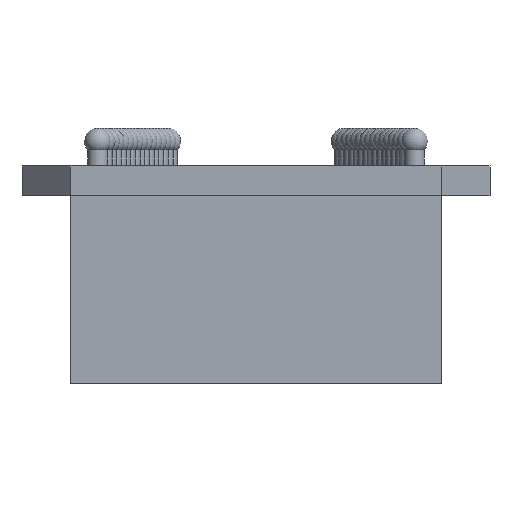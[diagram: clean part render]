
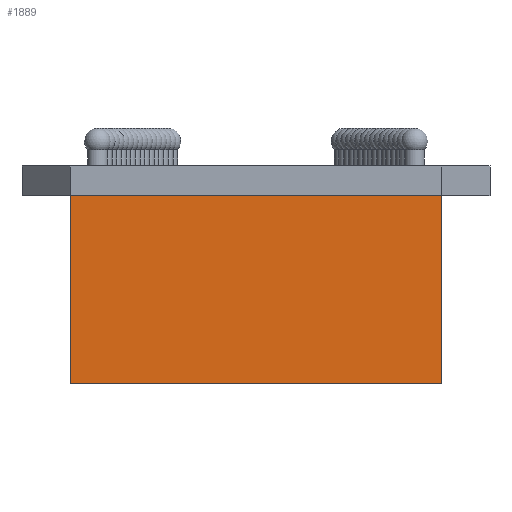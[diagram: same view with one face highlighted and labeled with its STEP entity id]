
A CAD part, left-side view. The second image highlights one B-rep face of the part: STEP entity #1889.
In plain terms, the highlighted planar face has unit normal (-1, 0, 0).
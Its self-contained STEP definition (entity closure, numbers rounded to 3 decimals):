
#303=FACE_OUTER_BOUND('',#441,.T.);
#441=EDGE_LOOP('',(#1411,#1412,#1413,#1414));
#610=LINE('',#3099,#742);
#620=LINE('',#3121,#752);
#625=LINE('',#3130,#757);
#626=LINE('',#3132,#758);
#742=VECTOR('',#2414,10.);
#752=VECTOR('',#2436,10.);
#757=VECTOR('',#2445,10.);
#758=VECTOR('',#2448,10.);
#853=VERTEX_POINT('',#3095);
#854=VERTEX_POINT('',#3097);
#859=VERTEX_POINT('',#3118);
#862=VERTEX_POINT('',#3128);
#1066=EDGE_CURVE('',#854,#853,#610,.T.);
#1076=EDGE_CURVE('',#859,#854,#620,.T.);
#1081=EDGE_CURVE('',#862,#853,#625,.T.);
#1082=EDGE_CURVE('',#862,#859,#626,.T.);
#1411=ORIENTED_EDGE('',*,*,#1082,.F.);
#1412=ORIENTED_EDGE('',*,*,#1081,.T.);
#1413=ORIENTED_EDGE('',*,*,#1066,.F.);
#1414=ORIENTED_EDGE('',*,*,#1076,.F.);
#1815=PLANE('',#2075);
#1889=ADVANCED_FACE('',(#303),#1815,.T.);
#2075=AXIS2_PLACEMENT_3D('',#3131,#2446,#2447);
#2414=DIRECTION('',(0.,-1.,0.));
#2436=DIRECTION('',(0.,0.,1.));
#2445=DIRECTION('',(0.,0.,1.));
#2446=DIRECTION('center_axis',(-1.,0.,0.));
#2447=DIRECTION('ref_axis',(0.,-1.,0.));
#2448=DIRECTION('',(0.,1.,0.));
#3095=CARTESIAN_POINT('',(0.,-37.5,38.));
#3097=CARTESIAN_POINT('',(0.,37.5,38.));
#3099=CARTESIAN_POINT('',(0.,0.,38.));
#3118=CARTESIAN_POINT('',(0.,37.5,0.));
#3121=CARTESIAN_POINT('',(0.,37.5,0.));
#3128=CARTESIAN_POINT('',(0.,-37.5,0.));
#3130=CARTESIAN_POINT('',(0.,-37.5,0.));
#3131=CARTESIAN_POINT('Origin',(0.,37.5,0.));
#3132=CARTESIAN_POINT('',(0.,0.,0.));
